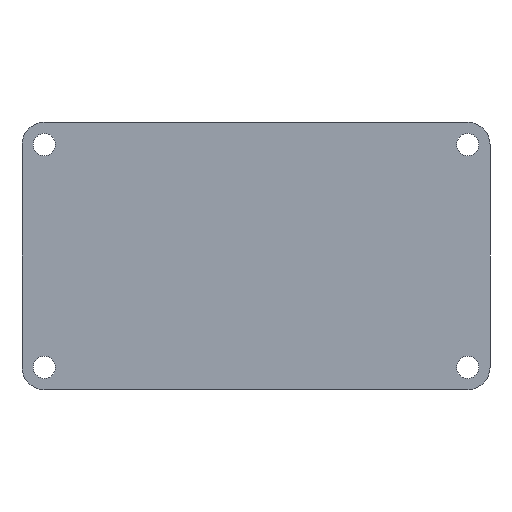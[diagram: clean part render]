
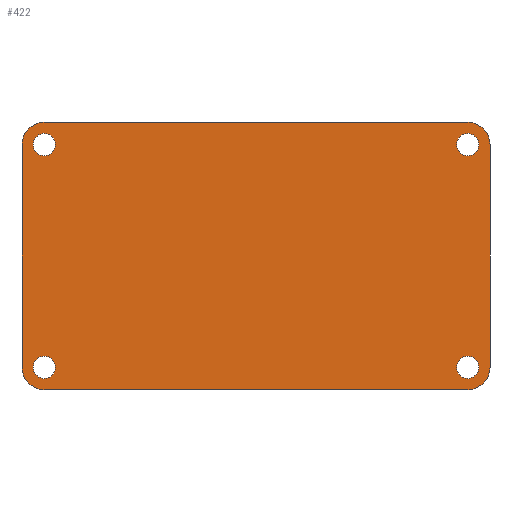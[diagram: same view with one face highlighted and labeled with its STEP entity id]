
A CAD part, front view. The second image highlights one B-rep face of the part: STEP entity #422.
In plain terms, the highlighted planar face has unit normal (0, -1, 0).
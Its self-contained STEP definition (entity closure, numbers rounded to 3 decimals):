
#3 = CARTESIAN_POINT ( 'NONE',  ( 21., 0., -10. ) ) ;
#7 = CIRCLE ( 'NONE', #200, 2. ) ;
#9 = FACE_BOUND ( 'NONE', #346, .T. ) ;
#16 = ORIENTED_EDGE ( 'NONE', *, *, #376, .T. ) ;
#18 = DIRECTION ( 'NONE',  ( 0., 0., 1. ) ) ;
#22 = VERTEX_POINT ( 'NONE', #202 ) ;
#25 = AXIS2_PLACEMENT_3D ( 'NONE', #156, #462, #519 ) ;
#26 = VERTEX_POINT ( 'NONE', #39 ) ;
#28 = VECTOR ( 'NONE', #331, 1000. ) ;
#36 = VERTEX_POINT ( 'NONE', #502 ) ;
#39 = CARTESIAN_POINT ( 'NONE',  ( -21., 0., 10. ) ) ;
#43 = DIRECTION ( 'NONE',  ( 0., -1., 0. ) ) ;
#44 = EDGE_LOOP ( 'NONE', ( #494, #212 ) ) ;
#45 = CARTESIAN_POINT ( 'NONE',  ( -19., 0., -11. ) ) ;
#56 = VERTEX_POINT ( 'NONE', #238 ) ;
#57 = ORIENTED_EDGE ( 'NONE', *, *, #146, .T. ) ;
#59 = DIRECTION ( 'NONE',  ( 0., 0., 1. ) ) ;
#61 = ORIENTED_EDGE ( 'NONE', *, *, #221, .F. ) ;
#62 = CIRCLE ( 'NONE', #524, 1. ) ;
#63 = AXIS2_PLACEMENT_3D ( 'NONE', #313, #367, #59 ) ;
#64 = CARTESIAN_POINT ( 'NONE',  ( -21., 0., -12. ) ) ;
#65 = CIRCLE ( 'NONE', #158, 2. ) ;
#68 = CARTESIAN_POINT ( 'NONE',  ( 21., 0., 12. ) ) ;
#71 = EDGE_CURVE ( 'NONE', #360, #473, #112, .T. ) ;
#77 = EDGE_LOOP ( 'NONE', ( #281, #16 ) ) ;
#85 = AXIS2_PLACEMENT_3D ( 'NONE', #535, #246, #429 ) ;
#86 = DIRECTION ( 'NONE',  ( 0., 0., 1. ) ) ;
#87 = LINE ( 'NONE', #237, #28 ) ;
#108 = ORIENTED_EDGE ( 'NONE', *, *, #405, .T. ) ;
#109 = ORIENTED_EDGE ( 'NONE', *, *, #71, .T. ) ;
#110 = EDGE_CURVE ( 'NONE', #512, #491, #353, .T. ) ;
#112 = CIRCLE ( 'NONE', #224, 2. ) ;
#115 = CARTESIAN_POINT ( 'NONE',  ( 19., 0., -10. ) ) ;
#117 = CARTESIAN_POINT ( 'NONE',  ( 21., 0., 10. ) ) ;
#118 = CARTESIAN_POINT ( 'NONE',  ( 19., 0., 9. ) ) ;
#123 = VERTEX_POINT ( 'NONE', #432 ) ;
#135 = CARTESIAN_POINT ( 'NONE',  ( -19., 0., 11. ) ) ;
#146 = EDGE_CURVE ( 'NONE', #491, #512, #623, .T. ) ;
#156 = CARTESIAN_POINT ( 'NONE',  ( -19., 0., -10. ) ) ;
#158 = AXIS2_PLACEMENT_3D ( 'NONE', #274, #516, #159 ) ;
#159 = DIRECTION ( 'NONE',  ( 0., 0., -1. ) ) ;
#160 = DIRECTION ( 'NONE',  ( -1., 0., 0. ) ) ;
#164 = VECTOR ( 'NONE', #160, 1000. ) ;
#178 = EDGE_CURVE ( 'NONE', #262, #470, #416, .T. ) ;
#188 = VECTOR ( 'NONE', #409, 1000. ) ;
#200 = AXIS2_PLACEMENT_3D ( 'NONE', #350, #498, #399 ) ;
#202 = CARTESIAN_POINT ( 'NONE',  ( 19., 0., 11. ) ) ;
#205 = ORIENTED_EDGE ( 'NONE', *, *, #401, .T. ) ;
#207 = EDGE_CURVE ( 'NONE', #360, #337, #289, .T. ) ;
#212 = ORIENTED_EDGE ( 'NONE', *, *, #178, .T. ) ;
#216 = DIRECTION ( 'NONE',  ( 0., -1., 0. ) ) ;
#221 = EDGE_CURVE ( 'NONE', #123, #26, #536, .T. ) ;
#222 = CARTESIAN_POINT ( 'NONE',  ( 19., 0., -10. ) ) ;
#224 = AXIS2_PLACEMENT_3D ( 'NONE', #285, #404, #294 ) ;
#229 = AXIS2_PLACEMENT_3D ( 'NONE', #369, #216, #464 ) ;
#230 = EDGE_CURVE ( 'NONE', #123, #36, #65, .T. ) ;
#234 = CIRCLE ( 'NONE', #63, 1. ) ;
#236 = AXIS2_PLACEMENT_3D ( 'NONE', #115, #43, #538 ) ;
#237 = CARTESIAN_POINT ( 'NONE',  ( -21., 0., 12. ) ) ;
#238 = CARTESIAN_POINT ( 'NONE',  ( -19., 0., 12. ) ) ;
#241 = VERTEX_POINT ( 'NONE', #118 ) ;
#246 = DIRECTION ( 'NONE',  ( 0., 1., 0. ) ) ;
#248 = DIRECTION ( 'NONE',  ( 0., 1., 0. ) ) ;
#262 = VERTEX_POINT ( 'NONE', #600 ) ;
#267 = DIRECTION ( 'NONE',  ( 0., 1., 0. ) ) ;
#269 = CARTESIAN_POINT ( 'NONE',  ( -19., 0., -9. ) ) ;
#271 = DIRECTION ( 'NONE',  ( 0., 1., 0. ) ) ;
#274 = CARTESIAN_POINT ( 'NONE',  ( -19., 0., -10. ) ) ;
#281 = ORIENTED_EDGE ( 'NONE', *, *, #580, .T. ) ;
#282 = EDGE_CURVE ( 'NONE', #56, #26, #7, .T. ) ;
#285 = CARTESIAN_POINT ( 'NONE',  ( 19., 0., 10. ) ) ;
#289 = LINE ( 'NONE', #68, #476 ) ;
#294 = DIRECTION ( 'NONE',  ( 0., 0., -1. ) ) ;
#302 = FACE_BOUND ( 'NONE', #77, .T. ) ;
#310 = EDGE_LOOP ( 'NONE', ( #205, #621 ) ) ;
#313 = CARTESIAN_POINT ( 'NONE',  ( 19., 0., 10. ) ) ;
#316 = CARTESIAN_POINT ( 'NONE',  ( 19., 0., -9. ) ) ;
#318 = CIRCLE ( 'NONE', #414, 1. ) ;
#322 = AXIS2_PLACEMENT_3D ( 'NONE', #513, #271, #18 ) ;
#324 = CIRCLE ( 'NONE', #25, 1. ) ;
#328 = EDGE_LOOP ( 'NONE', ( #403, #109, #456, #572, #61, #632, #342, #108 ) ) ;
#331 = DIRECTION ( 'NONE',  ( 1., 0., 0. ) ) ;
#337 = VERTEX_POINT ( 'NONE', #3 ) ;
#342 = ORIENTED_EDGE ( 'NONE', *, *, #475, .F. ) ;
#346 = EDGE_LOOP ( 'NONE', ( #57, #573 ) ) ;
#350 = CARTESIAN_POINT ( 'NONE',  ( -19., 0., 10. ) ) ;
#353 = CIRCLE ( 'NONE', #85, 1. ) ;
#357 = DIRECTION ( 'NONE',  ( 0., 0., 1. ) ) ;
#360 = VERTEX_POINT ( 'NONE', #117 ) ;
#366 = FACE_BOUND ( 'NONE', #44, .T. ) ;
#367 = DIRECTION ( 'NONE',  ( 0., 1., 0. ) ) ;
#369 = CARTESIAN_POINT ( 'NONE',  ( 0., 0., 0. ) ) ;
#372 = DIRECTION ( 'NONE',  ( 0., 0., -1. ) ) ;
#374 = VERTEX_POINT ( 'NONE', #269 ) ;
#376 = EDGE_CURVE ( 'NONE', #487, #374, #324, .T. ) ;
#381 = DIRECTION ( 'NONE',  ( 0., 1., 0. ) ) ;
#399 = DIRECTION ( 'NONE',  ( 0., 0., -1. ) ) ;
#400 = CARTESIAN_POINT ( 'NONE',  ( -19., 0., 10. ) ) ;
#401 = EDGE_CURVE ( 'NONE', #22, #241, #234, .T. ) ;
#403 = ORIENTED_EDGE ( 'NONE', *, *, #207, .F. ) ;
#404 = DIRECTION ( 'NONE',  ( 0., -1., 0. ) ) ;
#405 = EDGE_CURVE ( 'NONE', #457, #337, #444, .T. ) ;
#409 = DIRECTION ( 'NONE',  ( 0., 0., 1. ) ) ;
#411 = EDGE_CURVE ( 'NONE', #470, #262, #318, .T. ) ;
#414 = AXIS2_PLACEMENT_3D ( 'NONE', #222, #267, #616 ) ;
#416 = CIRCLE ( 'NONE', #322, 1. ) ;
#422 = ADVANCED_FACE ( 'NONE', ( #366, #598, #9, #302, #527 ), #565, .T. ) ;
#429 = DIRECTION ( 'NONE',  ( 0., 0., 1. ) ) ;
#432 = CARTESIAN_POINT ( 'NONE',  ( -21., 0., -10. ) ) ;
#444 = CIRCLE ( 'NONE', #236, 2. ) ;
#456 = ORIENTED_EDGE ( 'NONE', *, *, #617, .F. ) ;
#457 = VERTEX_POINT ( 'NONE', #461 ) ;
#461 = CARTESIAN_POINT ( 'NONE',  ( 19., 0., -12. ) ) ;
#462 = DIRECTION ( 'NONE',  ( 0., 1., 0. ) ) ;
#464 = DIRECTION ( 'NONE',  ( 0., 0., -1. ) ) ;
#470 = VERTEX_POINT ( 'NONE', #316 ) ;
#473 = VERTEX_POINT ( 'NONE', #556 ) ;
#475 = EDGE_CURVE ( 'NONE', #457, #36, #563, .T. ) ;
#476 = VECTOR ( 'NONE', #372, 1000. ) ;
#487 = VERTEX_POINT ( 'NONE', #45 ) ;
#489 = DIRECTION ( 'NONE',  ( 0., 0., 1. ) ) ;
#491 = VERTEX_POINT ( 'NONE', #135 ) ;
#494 = ORIENTED_EDGE ( 'NONE', *, *, #411, .T. ) ;
#498 = DIRECTION ( 'NONE',  ( 0., -1., 0. ) ) ;
#499 = CARTESIAN_POINT ( 'NONE',  ( 19., 0., 10. ) ) ;
#501 = AXIS2_PLACEMENT_3D ( 'NONE', #400, #549, #357 ) ;
#502 = CARTESIAN_POINT ( 'NONE',  ( -19., 0., -12. ) ) ;
#509 = EDGE_CURVE ( 'NONE', #241, #22, #611, .T. ) ;
#512 = VERTEX_POINT ( 'NONE', #534 ) ;
#513 = CARTESIAN_POINT ( 'NONE',  ( 19., 0., -10. ) ) ;
#516 = DIRECTION ( 'NONE',  ( 0., -1., 0. ) ) ;
#519 = DIRECTION ( 'NONE',  ( 0., 0., 1. ) ) ;
#524 = AXIS2_PLACEMENT_3D ( 'NONE', #578, #381, #86 ) ;
#527 = FACE_OUTER_BOUND ( 'NONE', #328, .T. ) ;
#534 = CARTESIAN_POINT ( 'NONE',  ( -19., 0., 9. ) ) ;
#535 = CARTESIAN_POINT ( 'NONE',  ( -19., 0., 10. ) ) ;
#536 = LINE ( 'NONE', #610, #188 ) ;
#538 = DIRECTION ( 'NONE',  ( 0., 0., -1. ) ) ;
#549 = DIRECTION ( 'NONE',  ( 0., 1., 0. ) ) ;
#550 = AXIS2_PLACEMENT_3D ( 'NONE', #499, #248, #489 ) ;
#556 = CARTESIAN_POINT ( 'NONE',  ( 19., 0., 12. ) ) ;
#563 = LINE ( 'NONE', #64, #164 ) ;
#565 = PLANE ( 'NONE',  #229 ) ;
#572 = ORIENTED_EDGE ( 'NONE', *, *, #282, .T. ) ;
#573 = ORIENTED_EDGE ( 'NONE', *, *, #110, .T. ) ;
#578 = CARTESIAN_POINT ( 'NONE',  ( -19., 0., -10. ) ) ;
#580 = EDGE_CURVE ( 'NONE', #374, #487, #62, .T. ) ;
#598 = FACE_BOUND ( 'NONE', #310, .T. ) ;
#600 = CARTESIAN_POINT ( 'NONE',  ( 19., 0., -11. ) ) ;
#610 = CARTESIAN_POINT ( 'NONE',  ( -21., 0., 12. ) ) ;
#611 = CIRCLE ( 'NONE', #550, 1. ) ;
#616 = DIRECTION ( 'NONE',  ( 0., 0., 1. ) ) ;
#617 = EDGE_CURVE ( 'NONE', #56, #473, #87, .T. ) ;
#621 = ORIENTED_EDGE ( 'NONE', *, *, #509, .T. ) ;
#623 = CIRCLE ( 'NONE', #501, 1. ) ;
#632 = ORIENTED_EDGE ( 'NONE', *, *, #230, .T. ) ;
